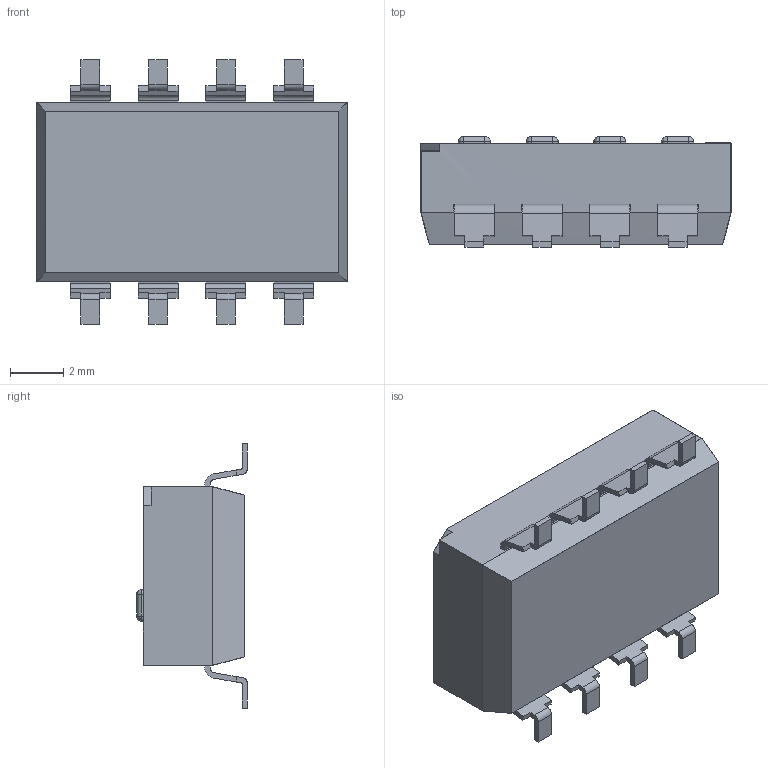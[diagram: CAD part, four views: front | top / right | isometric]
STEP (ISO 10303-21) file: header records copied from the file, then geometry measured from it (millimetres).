
FILE_DESCRIPTION (( 'STEP AP214' ), '1' );
FILE_NAME ('User Library-DIP SW 4P.STEP', '2018-02-15T06:33:58', ( '' ), ( '' ), 'SwSTEP 2.0', 'SolidWorks 2018', '' );
FILE_SCHEMA (( 'AUTOMOTIVE_DESIGN' ));
Length unit declared in the file: millimetre
Products named in the file (1): User Library-DIP SW 4P
Bounding box: 11.63 x 4.15 x 9.9 mm (x, y, z)
Volume: 287.9 mm3; surface area: 370.7 mm2
Topology: 1 solids, 1 shells, 384 faces, 954 edges, 561 vertices
Faces by surface type: cylinder 168, plane 154, bspline 62
Entity records: 14171 total; most frequent: CARTESIAN_POINT 3840, ORIENTED_EDGE 1846, DIRECTION 1514, EDGE_CURVE 923, VECTOR 572, LINE 572, VERTEX_POINT 561, AXIS2_PLACEMENT_3D 471
